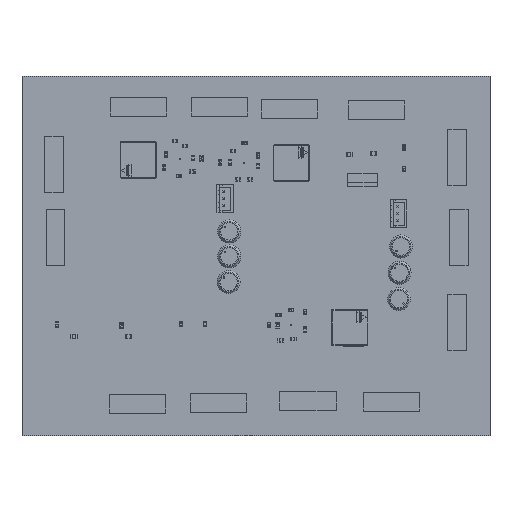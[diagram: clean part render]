
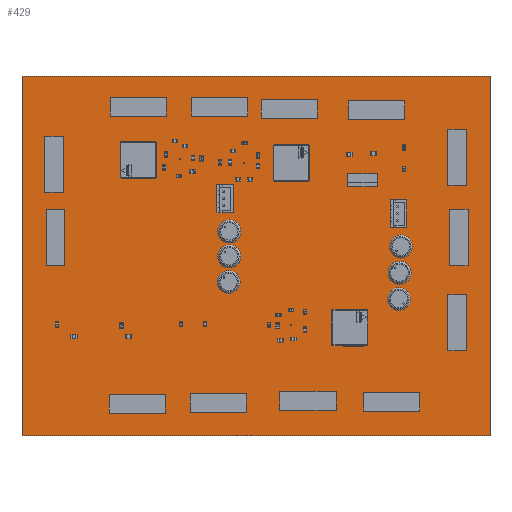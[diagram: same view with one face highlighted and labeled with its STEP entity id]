
A CAD part, top view. The second image highlights one B-rep face of the part: STEP entity #429.
In plain terms, the highlighted planar face has unit normal (0, 0, 1).
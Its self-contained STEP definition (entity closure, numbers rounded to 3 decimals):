
#300 = VERTEX_POINT('',#301);
#301 = CARTESIAN_POINT('',(-28.194,-7.112,0.411));
#307 = EDGE_CURVE('',#300,#308,#310,.T.);
#308 = VERTEX_POINT('',#309);
#309 = CARTESIAN_POINT('',(-28.194,121.158,0.411));
#310 = LINE('',#311,#312);
#311 = CARTESIAN_POINT('',(-28.194,-7.112,0.411));
#312 = VECTOR('',#313,1.);
#313 = DIRECTION('',(0.,1.,0.));
#338 = EDGE_CURVE('',#308,#339,#341,.T.);
#339 = VERTEX_POINT('',#340);
#340 = CARTESIAN_POINT('',(138.684,121.158,0.411));
#341 = LINE('',#342,#343);
#342 = CARTESIAN_POINT('',(-28.194,121.158,0.411));
#343 = VECTOR('',#344,1.);
#344 = DIRECTION('',(1.,0.,0.));
#369 = EDGE_CURVE('',#339,#370,#372,.T.);
#370 = VERTEX_POINT('',#371);
#371 = CARTESIAN_POINT('',(138.684,-7.112,0.411));
#372 = LINE('',#373,#374);
#373 = CARTESIAN_POINT('',(138.684,121.158,0.411));
#374 = VECTOR('',#375,1.);
#375 = DIRECTION('',(0.,-1.,0.));
#400 = EDGE_CURVE('',#370,#300,#401,.T.);
#401 = LINE('',#402,#403);
#402 = CARTESIAN_POINT('',(138.684,-7.112,0.411));
#403 = VECTOR('',#404,1.);
#404 = DIRECTION('',(-1.,0.,0.));
#429 = ADVANCED_FACE('',(#430),#436,.F.);
#430 = FACE_BOUND('',#431,.F.);
#431 = EDGE_LOOP('',(#432,#433,#434,#435));
#432 = ORIENTED_EDGE('',*,*,#307,.T.);
#433 = ORIENTED_EDGE('',*,*,#338,.T.);
#434 = ORIENTED_EDGE('',*,*,#369,.T.);
#435 = ORIENTED_EDGE('',*,*,#400,.T.);
#436 = PLANE('',#437);
#437 = AXIS2_PLACEMENT_3D('',#438,#439,#440);
#438 = CARTESIAN_POINT('',(55.245,57.023,0.411));
#439 = DIRECTION('',(-0.,-0.,-1.));
#440 = DIRECTION('',(-1.,0.,0.));
